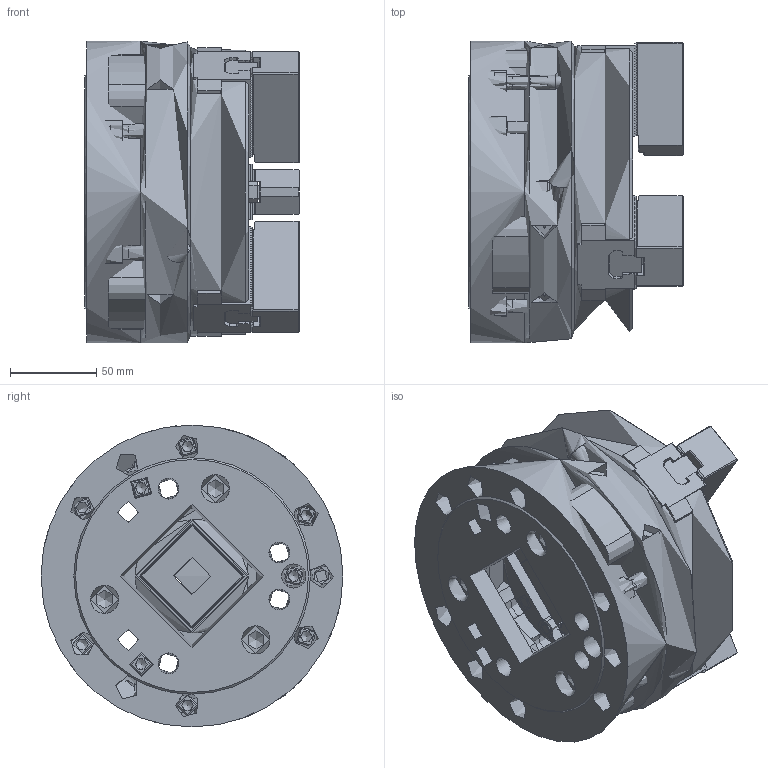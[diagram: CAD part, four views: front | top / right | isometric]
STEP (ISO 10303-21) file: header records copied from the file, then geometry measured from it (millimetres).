
FILE_DESCRIPTION(/* description */ ('Unknown'),/* implementation_level */ '2;1');
FILE_NAME(/* name */ 'HOH-206-Solid',/* time_stamp */ '2019-08-14T14:53:13+01:00',/* author */ ('Unknown'),/* organization */ ('Unknown'),/* preprocessor_version */ 'ST-DEVELOPER v16.7',/* originating_system */ 'DEX',/* authorisation */ $);
FILE_SCHEMA (('AUTOMOTIVE_DESIGN {1 0 10303 214 3 1 1}'));
Products named in the file (1): 61P214934_HOH-206_ASSY
Bounding box: 124.2 x 175 x 175 mm (x, y, z)
Volume: 1772915.6 mm3; surface area: 449154.8 mm2
Topology: 48 solids, 48 shells, 3033 faces, 8251 edges, 5378 vertices
Faces by surface type: plane 2345, cylinder 400, cone 243, torus 36, sphere 9
Full cylindrical faces by diameter (mm): 3 x9, 4.917 x6, 5 x15, 5.5 x3, 6 x27, 6.1 x6, 6.6 x6, 6.8 x6, 7 x3, 8 x30, 9 x9, 9.5 x3, 10 x27, 11 x12, 11.5 x3, 11.7 x3, 12 x21, 13 x9, 14 x18, 15 x9, 16 x6, 16.28 x3, 17 x12, 18 x3, 20 x1, 22 x3, 25.5 x3, 45 x2, 48 x2, 58 x1
Entity records: 91958 total; most frequent: CARTESIAN_POINT 17175, ORIENTED_EDGE 15112, DIRECTION 14741, EDGE_CURVE 7556, LINE 6039, VECTOR 6039, VERTEX_POINT 5229, AXIS2_PLACEMENT_3D 4351
